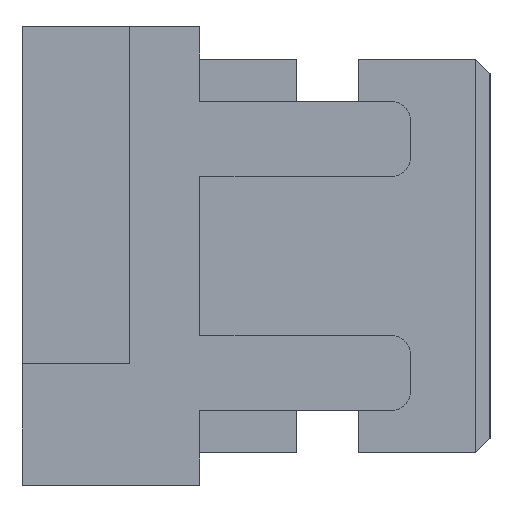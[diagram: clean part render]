
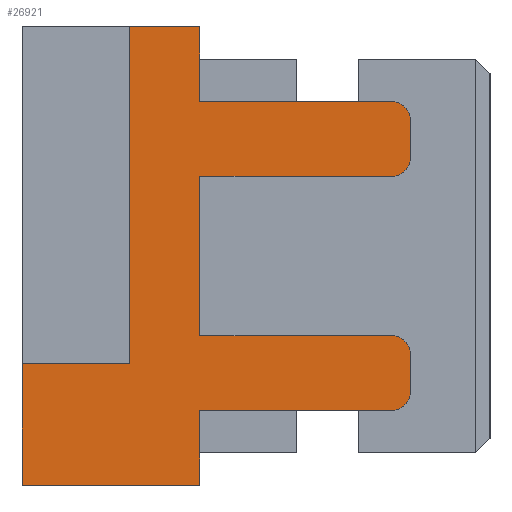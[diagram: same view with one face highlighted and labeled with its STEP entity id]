
A CAD part, left-side view. The second image highlights one B-rep face of the part: STEP entity #26921.
In plain terms, the highlighted planar face has unit normal (-1, 0, 0).
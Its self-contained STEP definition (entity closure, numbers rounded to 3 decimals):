
#1069=DIRECTION('',(0.,0.,1.));
#1070=VECTOR('',#1069,1.3);
#1071=CARTESIAN_POINT('',(-13.1,5.,-2.45));
#1072=LINE('',#1071,#1070);
#1901=CARTESIAN_POINT('',(-13.1,1.05,1.05));
#1902=DIRECTION('',(-1.,0.,0.));
#1903=DIRECTION('',(0.,0.,-1.));
#1904=AXIS2_PLACEMENT_3D('',#1901,#1902,#1903);
#1906=DIRECTION('',(0.,1.,0.));
#1907=VECTOR('',#1906,2.05);
#1908=CARTESIAN_POINT('',(-13.1,1.05,0.85));
#1909=LINE('',#1908,#1907);
#1910=DIRECTION('',(0.,0.,1.));
#1911=VECTOR('',#1910,1.7);
#1912=CARTESIAN_POINT('',(-13.1,3.1,-0.85));
#1913=LINE('',#1912,#1911);
#1914=DIRECTION('',(0.,1.,0.));
#1915=VECTOR('',#1914,2.05);
#1916=CARTESIAN_POINT('',(-13.1,1.05,-0.85));
#1917=LINE('',#1916,#1915);
#1918=CARTESIAN_POINT('',(-13.1,1.05,-1.05));
#1919=DIRECTION('',(-1.,0.,0.));
#1920=DIRECTION('',(0.,-1.,0.));
#1921=AXIS2_PLACEMENT_3D('',#1918,#1919,#1920);
#1923=DIRECTION('',(0.,0.,1.));
#1924=VECTOR('',#1923,0.4);
#1925=CARTESIAN_POINT('',(-13.1,0.85,-1.45));
#1926=LINE('',#1925,#1924);
#1927=CARTESIAN_POINT('',(-13.1,1.05,-1.45));
#1928=DIRECTION('',(-1.,0.,0.));
#1929=DIRECTION('',(0.,0.,-1.));
#1930=AXIS2_PLACEMENT_3D('',#1927,#1928,#1929);
#1932=DIRECTION('',(0.,1.,0.));
#1933=VECTOR('',#1932,2.05);
#1934=CARTESIAN_POINT('',(-13.1,1.05,-1.65));
#1935=LINE('',#1934,#1933);
#1936=DIRECTION('',(0.,0.,1.));
#1937=VECTOR('',#1936,0.8);
#1938=CARTESIAN_POINT('',(-13.1,3.1,-2.45));
#1939=LINE('',#1938,#1937);
#1940=DIRECTION('',(0.,1.,0.));
#1941=VECTOR('',#1940,1.9);
#1942=CARTESIAN_POINT('',(-13.1,3.1,-2.45));
#1943=LINE('',#1942,#1941);
#1944=DIRECTION('',(0.,0.,1.));
#1945=VECTOR('',#1944,0.8);
#1946=CARTESIAN_POINT('',(-13.1,3.1,1.65));
#1947=LINE('',#1946,#1945);
#1948=DIRECTION('',(0.,1.,0.));
#1949=VECTOR('',#1948,2.05);
#1950=CARTESIAN_POINT('',(-13.1,1.05,1.65));
#1951=LINE('',#1950,#1949);
#1952=CARTESIAN_POINT('',(-13.1,1.05,1.45));
#1953=DIRECTION('',(-1.,0.,0.));
#1954=DIRECTION('',(0.,-1.,0.));
#1955=AXIS2_PLACEMENT_3D('',#1952,#1953,#1954);
#1957=DIRECTION('',(0.,0.,1.));
#1958=VECTOR('',#1957,0.4);
#1959=CARTESIAN_POINT('',(-13.1,0.85,1.05));
#1960=LINE('',#1959,#1958);
#4067=DIRECTION('',(0.,1.,0.));
#4068=VECTOR('',#4067,0.75);
#4069=CARTESIAN_POINT('',(-13.1,3.1,2.45));
#4070=LINE('',#4069,#4068);
#6684=DIRECTION('',(0.,0.,1.));
#6685=VECTOR('',#6684,3.6);
#6686=CARTESIAN_POINT('',(-13.1,3.85,-1.15));
#6687=LINE('',#6686,#6685);
#6696=DIRECTION('',(0.,1.,0.));
#6697=VECTOR('',#6696,1.15);
#6698=CARTESIAN_POINT('',(-13.1,3.85,-1.15));
#6699=LINE('',#6698,#6697);
#19061=CARTESIAN_POINT('',(-13.1,5.,-2.45));
#19062=CARTESIAN_POINT('',(-13.1,5.,-1.15));
#19063=VERTEX_POINT('',#19061);
#19064=VERTEX_POINT('',#19062);
#19077=CARTESIAN_POINT('',(-13.1,3.85,-1.15));
#19079=VERTEX_POINT('',#19077);
#19083=CARTESIAN_POINT('',(-13.1,3.85,2.45));
#19084=VERTEX_POINT('',#19083);
#19097=CARTESIAN_POINT('',(-13.1,3.1,-2.45));
#19098=CARTESIAN_POINT('',(-13.1,3.1,-1.65));
#19099=VERTEX_POINT('',#19097);
#19100=VERTEX_POINT('',#19098);
#19101=CARTESIAN_POINT('',(-13.1,3.1,-0.85));
#19102=CARTESIAN_POINT('',(-13.1,3.1,0.85));
#19103=VERTEX_POINT('',#19101);
#19104=VERTEX_POINT('',#19102);
#19105=CARTESIAN_POINT('',(-13.1,3.1,1.65));
#19106=CARTESIAN_POINT('',(-13.1,3.1,2.45));
#19107=VERTEX_POINT('',#19105);
#19108=VERTEX_POINT('',#19106);
#20865=CARTESIAN_POINT('',(-13.1,1.05,0.85));
#20866=CARTESIAN_POINT('',(-13.1,0.85,1.05));
#20867=VERTEX_POINT('',#20865);
#20868=VERTEX_POINT('',#20866);
#20873=CARTESIAN_POINT('',(-13.1,1.05,-1.65));
#20874=CARTESIAN_POINT('',(-13.1,0.85,-1.45));
#20875=VERTEX_POINT('',#20873);
#20876=VERTEX_POINT('',#20874);
#20881=CARTESIAN_POINT('',(-13.1,0.85,-1.05));
#20883=VERTEX_POINT('',#20881);
#20885=CARTESIAN_POINT('',(-13.1,1.05,-0.85));
#20886=VERTEX_POINT('',#20885);
#20889=CARTESIAN_POINT('',(-13.1,0.85,1.45));
#20891=VERTEX_POINT('',#20889);
#20893=CARTESIAN_POINT('',(-13.1,1.05,1.65));
#20894=VERTEX_POINT('',#20893);
#26879=CARTESIAN_POINT('',(-13.1,0.,-2.45));
#26880=DIRECTION('',(-1.,0.,0.));
#26881=DIRECTION('',(0.,0.,1.));
#26882=AXIS2_PLACEMENT_3D('',#26879,#26880,#26881);
#26883=PLANE('',#26882);
#26885=ORIENTED_EDGE('',*,*,#26884,.F.);
#26887=ORIENTED_EDGE('',*,*,#26886,.T.);
#26889=ORIENTED_EDGE('',*,*,#26888,.F.);
#26891=ORIENTED_EDGE('',*,*,#26890,.F.);
#26893=ORIENTED_EDGE('',*,*,#26892,.F.);
#26895=ORIENTED_EDGE('',*,*,#26894,.F.);
#26897=ORIENTED_EDGE('',*,*,#26896,.F.);
#26899=ORIENTED_EDGE('',*,*,#26898,.T.);
#26901=ORIENTED_EDGE('',*,*,#26900,.F.);
#26903=ORIENTED_EDGE('',*,*,#26902,.T.);
#26904=ORIENTED_EDGE('',*,*,#25961,.T.);
#26906=ORIENTED_EDGE('',*,*,#26905,.F.);
#26908=ORIENTED_EDGE('',*,*,#26907,.T.);
#26910=ORIENTED_EDGE('',*,*,#26909,.F.);
#26912=ORIENTED_EDGE('',*,*,#26911,.F.);
#26914=ORIENTED_EDGE('',*,*,#26913,.F.);
#26916=ORIENTED_EDGE('',*,*,#26915,.F.);
#26918=ORIENTED_EDGE('',*,*,#26917,.F.);
#26919=EDGE_LOOP('',(#26885,#26887,#26889,#26891,#26893,#26895,#26897,#26899,
#26901,#26903,#26904,#26906,#26908,#26910,#26912,#26914,#26916,#26918));
#26920=FACE_OUTER_BOUND('',#26919,.F.);
#1905=CIRCLE('',#1904,0.2);
#1922=CIRCLE('',#1921,0.2);
#1931=CIRCLE('',#1930,0.2);
#1956=CIRCLE('',#1955,0.2);
#25961=EDGE_CURVE('',#19063,#19064,#1072,.T.);
#26884=EDGE_CURVE('',#20867,#20868,#1905,.T.);
#26886=EDGE_CURVE('',#20867,#19104,#1909,.T.);
#26888=EDGE_CURVE('',#19103,#19104,#1913,.T.);
#26890=EDGE_CURVE('',#20886,#19103,#1917,.T.);
#26892=EDGE_CURVE('',#20883,#20886,#1922,.T.);
#26894=EDGE_CURVE('',#20876,#20883,#1926,.T.);
#26896=EDGE_CURVE('',#20875,#20876,#1931,.T.);
#26898=EDGE_CURVE('',#20875,#19100,#1935,.T.);
#26900=EDGE_CURVE('',#19099,#19100,#1939,.T.);
#26902=EDGE_CURVE('',#19099,#19063,#1943,.T.);
#26905=EDGE_CURVE('',#19079,#19064,#6699,.T.);
#26907=EDGE_CURVE('',#19079,#19084,#6687,.T.);
#26909=EDGE_CURVE('',#19108,#19084,#4070,.T.);
#26911=EDGE_CURVE('',#19107,#19108,#1947,.T.);
#26913=EDGE_CURVE('',#20894,#19107,#1951,.T.);
#26915=EDGE_CURVE('',#20891,#20894,#1956,.T.);
#26917=EDGE_CURVE('',#20868,#20891,#1960,.T.);
#26921=ADVANCED_FACE('',(#26920),#26883,.T.);
